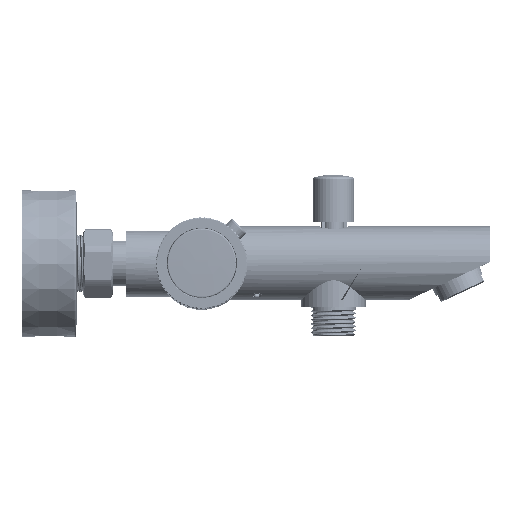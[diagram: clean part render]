
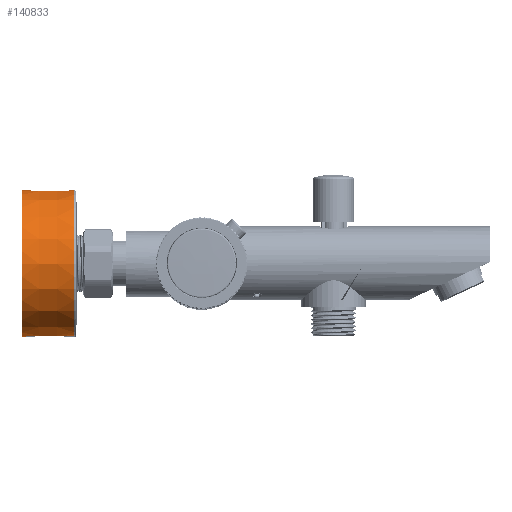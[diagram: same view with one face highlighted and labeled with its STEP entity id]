
A CAD part, top view. The second image highlights one B-rep face of the part: STEP entity #140833.
In plain terms, the highlighted conical face has half-angle 0.344 degrees and reference radius 33.75 mm.
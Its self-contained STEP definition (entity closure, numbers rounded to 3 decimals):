
#7089 = DIRECTION ( 'NONE',  ( -1., 0., 0. ) ) ;
#8883 = CONICAL_SURFACE ( 'NONE', #214196, 33.75, 0.006 ) ;
#32399 = AXIS2_PLACEMENT_3D ( 'NONE', #139597, #201131, #99378 ) ;
#41526 = EDGE_CURVE ( 'NONE', #165988, #165988, #44623, .T. ) ;
#44623 = CIRCLE ( 'NONE', #143074, 33.75 ) ;
#47294 = FACE_BOUND ( 'NONE', #129190, .T. ) ;
#48518 = EDGE_LOOP ( 'NONE', ( #255168 ) ) ;
#88800 = DIRECTION ( 'NONE',  ( 0., -0.351, 0.936 ) ) ;
#91924 = CARTESIAN_POINT ( 'NONE',  ( -58.595, 11.803, 48.035 ) ) ;
#99378 = DIRECTION ( 'NONE',  ( 0., 0.351, -0.936 ) ) ;
#105674 = CARTESIAN_POINT ( 'NONE',  ( -82.61, 0., 79.5 ) ) ;
#119365 = ORIENTED_EDGE ( 'NONE', *, *, #264830, .T. ) ;
#127099 = DIRECTION ( 'NONE',  ( 0., -0.351, 0.936 ) ) ;
#128980 = FACE_OUTER_BOUND ( 'NONE', #48518, .T. ) ;
#129190 = EDGE_LOOP ( 'NONE', ( #119365 ) ) ;
#139597 = CARTESIAN_POINT ( 'NONE',  ( -58.595, 0., 79.5 ) ) ;
#140833 = ADVANCED_FACE ( 'NONE', ( #47294, #128980 ), #8883, .T. ) ;
#143074 = AXIS2_PLACEMENT_3D ( 'NONE', #105674, #187387, #127099 ) ;
#143658 = CIRCLE ( 'NONE', #32399, 33.606 ) ;
#165988 = VERTEX_POINT ( 'NONE', #247617 ) ;
#187387 = DIRECTION ( 'NONE',  ( -1., 0., 0. ) ) ;
#201131 = DIRECTION ( 'NONE',  ( -1., 0., 0. ) ) ;
#210640 = CARTESIAN_POINT ( 'NONE',  ( -82.61, 0., 79.5 ) ) ;
#214196 = AXIS2_PLACEMENT_3D ( 'NONE', #210640, #7089, #88800 ) ;
#237852 = VERTEX_POINT ( 'NONE', #91924 ) ;
#247617 = CARTESIAN_POINT ( 'NONE',  ( -82.61, -11.854, 111.1 ) ) ;
#255168 = ORIENTED_EDGE ( 'NONE', *, *, #41526, .F. ) ;
#264830 = EDGE_CURVE ( 'NONE', #237852, #237852, #143658, .T. ) ;
